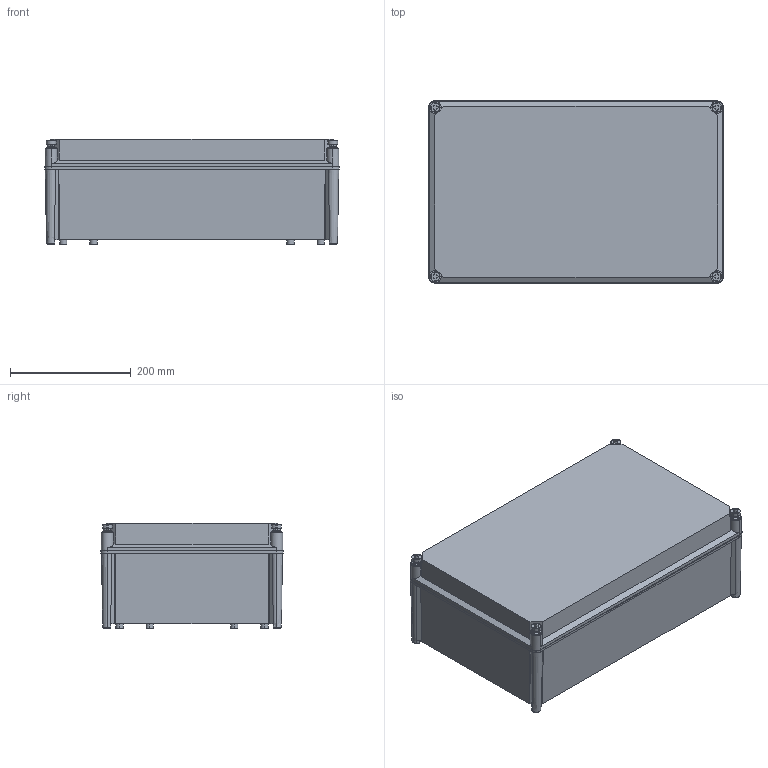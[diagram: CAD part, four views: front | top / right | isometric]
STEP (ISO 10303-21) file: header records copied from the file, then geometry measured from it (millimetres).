
FILE_DESCRIPTION(('CATIA V5R24 STEP','CAx-IF Rec.Pracs.--- Model Styling and Organization---1.2---2011-12-15'),'2;1');
FILE_NAME ('D1464886_0', '2018-08-23T06:22:42+00:00', ('Weidmueller Interface'), ('Weidmueller'), 'CATIA Version 5-6 Release 2014 SP4 HF52', 'CATIA V5 STEP AP214', 'none');
FILE_SCHEMA(('AUTOMOTIVE_DESIGN { 1 0 10303 214 1 1 1 1 }'));
Length unit declared in the file: millimetre
Products named in the file (1): 49928_TBF_493018
Bounding box: 488 x 302 x 174 mm (x, y, z)
Volume: 1892816.1 mm3; surface area: 1150778.8 mm2
Topology: 18 solids, 18 shells, 1149 faces, 2780 edges, 1820 vertices
Faces by surface type: cylinder 568, plane 521, cone 60
Entity records: 37125 total; most frequent: CARTESIAN_POINT 10670, ORIENTED_EDGE 5560, DIRECTION 4778, EDGE_CURVE 2780, AXIS2_PLACEMENT_3D 2231, VERTEX_POINT 1820, VECTOR 1399, LINE 1399
